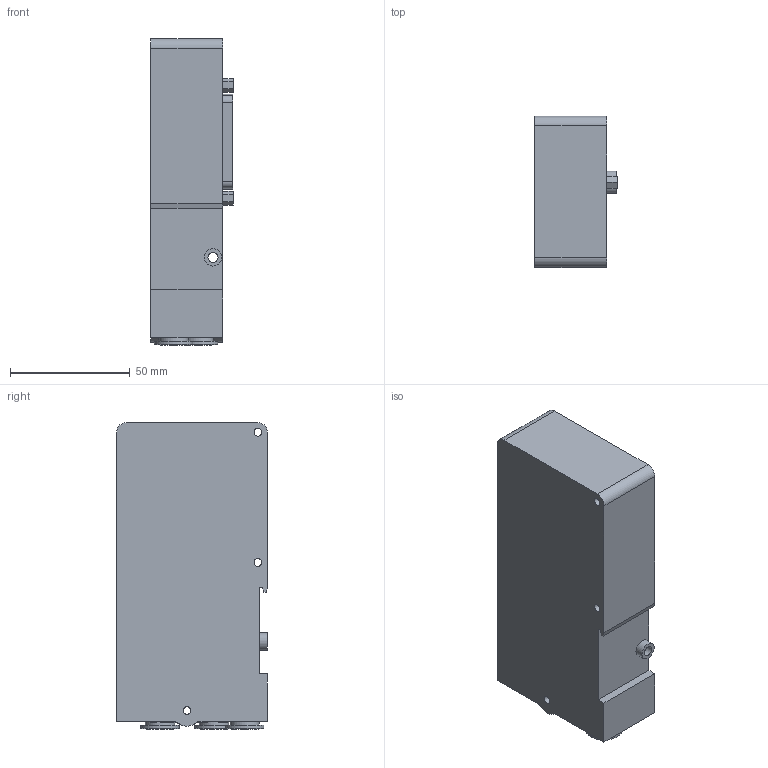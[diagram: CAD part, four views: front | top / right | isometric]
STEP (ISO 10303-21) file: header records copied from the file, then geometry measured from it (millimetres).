
FILE_DESCRIPTION(/* description */ ('TERMINALE INGRESSO AUTOALIMENTATO 25 POLI'),/* implementation_level */ '2;1');
FILE_NAME(/* name */ '2240_12_25N.stp',/* time_stamp */ '2016-04-26T16:15:00+02:00',/* author */ ('Maniean1'),/* organization */ ('Pneumax S.p.A.'),/* preprocessor_version */ 'ST-DEVELOPER v15.2',/* originating_system */ 'Autodesk Inventor 2014',/* authorisation */ '');
FILE_SCHEMA (('AUTOMOTIVE_DESIGN { 1 0 10303 214 3 1 1 }'));
Length unit declared in the file: millimetre
Products named in the file (1): 2240_12_25N
Bounding box: 34.5 x 63 x 127.92 mm (x, y, z)
Volume: 224072.9 mm3; surface area: 32352.9 mm2
Topology: 1 solids, 1 shells, 176 faces, 446 edges, 294 vertices
Faces by surface type: plane 100, bspline 38, cylinder 31, cone 4, sphere 3
Full cylindrical faces by diameter (mm): 2 x1, 2.156 x2, 3.2 x3, 4.2 x1, 5.5 x3, 7.2 x1, 10.2 x3, 12.2 x3, 16 x3
Entity records: 5647 total; most frequent: CARTESIAN_POINT 1495, ORIENTED_EDGE 834, DIRECTION 679, EDGE_CURVE 417, VERTEX_POINT 292, LINE 275, VECTOR 275, EDGE_LOOP 233
